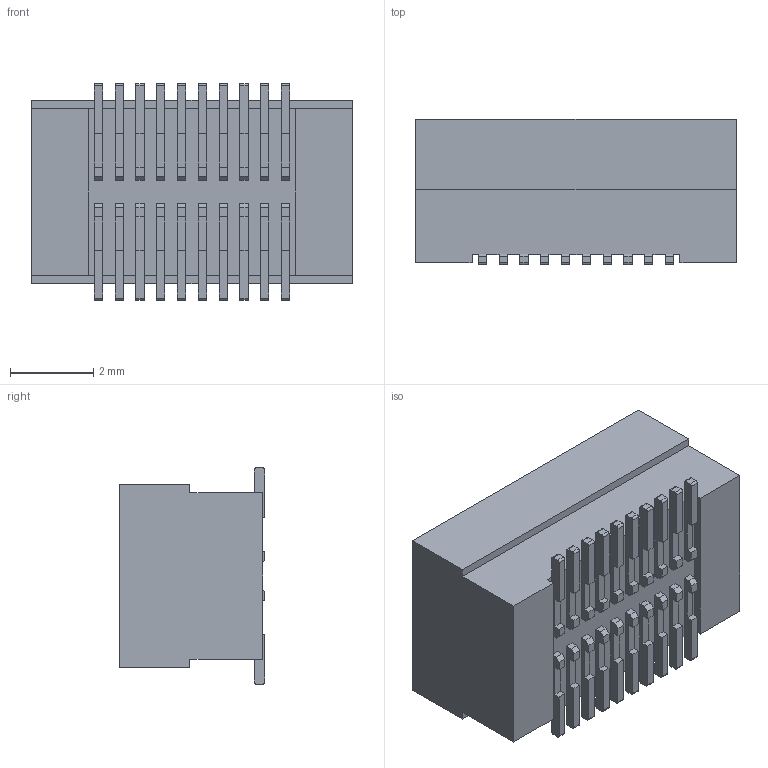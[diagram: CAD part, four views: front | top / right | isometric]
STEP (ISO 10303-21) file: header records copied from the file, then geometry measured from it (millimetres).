
FILE_DESCRIPTION (( 'STEP AP214' ), '1' );
FILE_NAME ('FBB05003-F20S1003K6MH35_REF.STEP', '2024-08-01T01:00:54', ( '' ), ( '' ), 'SwSTEP 2.0', 'SolidWorks 2021', '' );
FILE_SCHEMA (( 'AUTOMOTIVE_DESIGN' ));
Length unit declared in the file: millimetre
Products named in the file (1): FBB05003-F20S1003K6MH35_REF
Bounding box: 7.7 x 3.5 x 5.2 mm (x, y, z)
Volume: 78.5 mm3; surface area: 402.6 mm2
Topology: 1 solids, 1 shells, 788 faces, 2252 edges, 1488 vertices
Faces by surface type: plane 748, cylinder 40
Entity records: 25210 total; most frequent: CARTESIAN_POINT 4529, ORIENTED_EDGE 4504, DIRECTION 3910, EDGE_CURVE 2252, VECTOR 2172, LINE 2172, VERTEX_POINT 1488, AXIS2_PLACEMENT_3D 869
